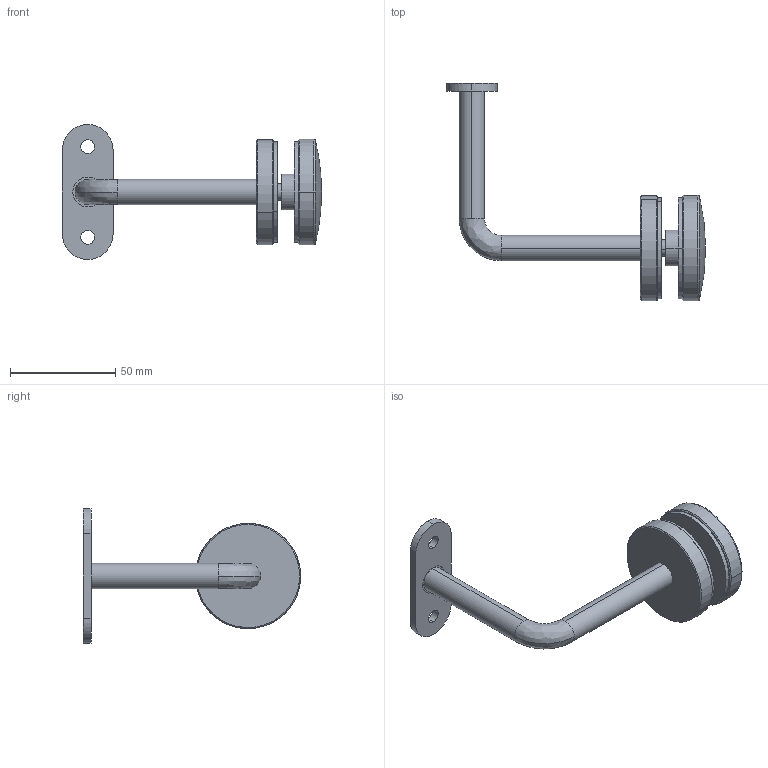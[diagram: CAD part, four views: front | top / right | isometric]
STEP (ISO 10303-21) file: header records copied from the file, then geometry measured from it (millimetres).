
FILE_DESCRIPTION (( 'STEP AP214' ), '1' );
FILE_NAME ('A_0156-000.STEP', '2021-12-20T07:45:03', ( '' ), ( '' ), 'SwSTEP 2.0', 'SolidWorks 2019', '' );
FILE_SCHEMA (( 'AUTOMOTIVE_DESIGN' ));
Length unit declared in the file: millimetre
Products named in the file (9): A19_47; A_0747-PLATE; A_0131-M6; Skrutka DIN 7991_Skrutka M 6x 12; A_0156-000; A19_47-1; A_0747-S-front; A_1800-000; DIN 913_SKRUTKA M 8X30
Assembly tree (8 placements, depth 2):
  A_0156-000
    A19_47
    A_0747-S-front
    DIN 913_SKRUTKA M 8X30
    A19_47-1
    A_0747-PLATE
    A_0131-M6
    A_1800-000
    Skrutka DIN 7991_Skrutka M 6x 12
Bounding box: 123 x 103.2 x 64 mm (x, y, z)
Volume: 55955.8 mm3; surface area: 32749.4 mm2
Topology: 8 solids, 8 shells, 215 faces, 492 edges, 285 vertices
Faces by surface type: cylinder 81, plane 48, cone 32, sphere 28, torus 22, bspline 4
Entity records: 6600 total; most frequent: CARTESIAN_POINT 1189, DIRECTION 1180, ORIENTED_EDGE 932, AXIS2_PLACEMENT_3D 500, EDGE_CURVE 466, VERTEX_POINT 281, CIRCLE 278, EDGE_LOOP 241
